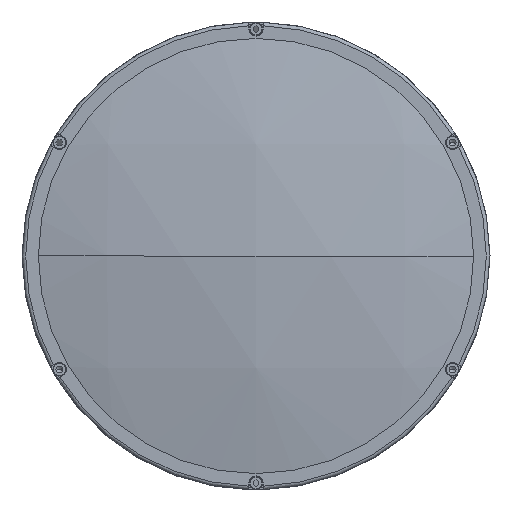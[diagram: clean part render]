
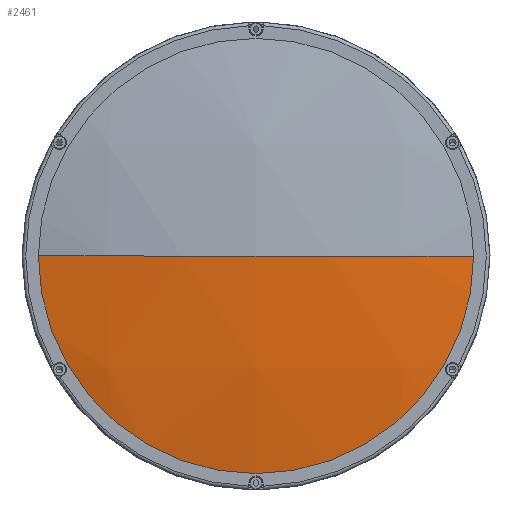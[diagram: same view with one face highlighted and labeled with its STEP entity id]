
A CAD part, left-side view. The second image highlights one B-rep face of the part: STEP entity #2461.
In plain terms, the highlighted spherical face has radius 434.72 mm.
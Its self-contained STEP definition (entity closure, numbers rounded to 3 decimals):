
#161 = AXIS2_PLACEMENT_3D ( 'NONE', #2168, #1343, #7704 ) ;
#442 = EDGE_LOOP ( 'NONE', ( #2189, #511, #4017 ) ) ;
#511 = ORIENTED_EDGE ( 'NONE', *, *, #4015, .T. ) ;
#940 = DIRECTION ( 'NONE',  ( 0., 1., 0. ) ) ;
#1343 = DIRECTION ( 'NONE',  ( 0., 0., -1. ) ) ;
#1668 = VERTEX_POINT ( 'NONE', #7677 ) ;
#2168 = CARTESIAN_POINT ( 'NONE',  ( 12.62, 0., 0. ) ) ;
#2189 = ORIENTED_EDGE ( 'NONE', *, *, #5019, .T. ) ;
#2287 = CARTESIAN_POINT ( 'NONE',  ( -411.593, 0., 0. ) ) ;
#2298 = CARTESIAN_POINT ( 'NONE',  ( 12.62, 0., 0. ) ) ;
#2461 = ADVANCED_FACE ( 'NONE', ( #2810 ), #4051, .T. ) ;
#2810 = FACE_OUTER_BOUND ( 'NONE', #442, .T. ) ;
#2933 = DIRECTION ( 'NONE',  ( -1., 0., 0. ) ) ;
#2978 = VERTEX_POINT ( 'NONE', #7502 ) ;
#3372 = CIRCLE ( 'NONE', #7028, 95. ) ;
#3650 = DIRECTION ( 'NONE',  ( 0., 0., 1. ) ) ;
#3985 = AXIS2_PLACEMENT_3D ( 'NONE', #7188, #6527, #940 ) ;
#4015 = EDGE_CURVE ( 'NONE', #5298, #2978, #5496, .T. ) ;
#4017 = ORIENTED_EDGE ( 'NONE', *, *, #7979, .F. ) ;
#4051 = SPHERICAL_SURFACE ( 'NONE', #3985, 434.72 ) ;
#4783 = DIRECTION ( 'NONE',  ( 0., 0., 1. ) ) ;
#5019 = EDGE_CURVE ( 'NONE', #1668, #5298, #3372, .T. ) ;
#5298 = VERTEX_POINT ( 'NONE', #7243 ) ;
#5496 = CIRCLE ( 'NONE', #161, 434.72 ) ;
#5662 = AXIS2_PLACEMENT_3D ( 'NONE', #2298, #3650, #6132 ) ;
#6132 = DIRECTION ( 'NONE',  ( 0., -1., 0. ) ) ;
#6527 = DIRECTION ( 'NONE',  ( 0., 0., -1. ) ) ;
#7028 = AXIS2_PLACEMENT_3D ( 'NONE', #2287, #2933, #4783 ) ;
#7188 = CARTESIAN_POINT ( 'NONE',  ( 12.62, 0., 0. ) ) ;
#7243 = CARTESIAN_POINT ( 'NONE',  ( -411.593, -95., 0. ) ) ;
#7502 = CARTESIAN_POINT ( 'NONE',  ( -422.1, 0., 0. ) ) ;
#7677 = CARTESIAN_POINT ( 'NONE',  ( -411.593, 95., 0. ) ) ;
#7704 = DIRECTION ( 'NONE',  ( 0., 1., 0. ) ) ;
#7845 = CIRCLE ( 'NONE', #5662, 434.72 ) ;
#7979 = EDGE_CURVE ( 'NONE', #1668, #2978, #7845, .T. ) ;
